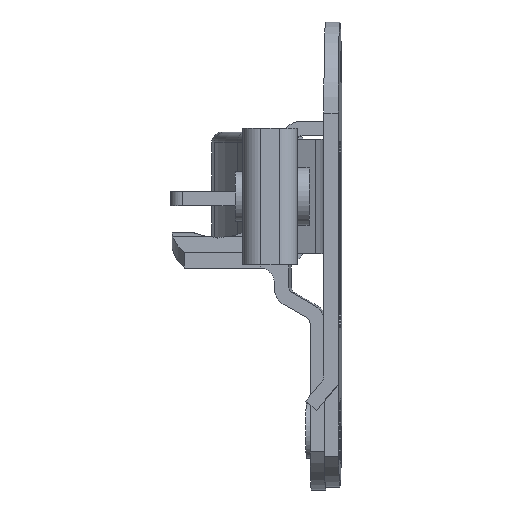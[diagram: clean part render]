
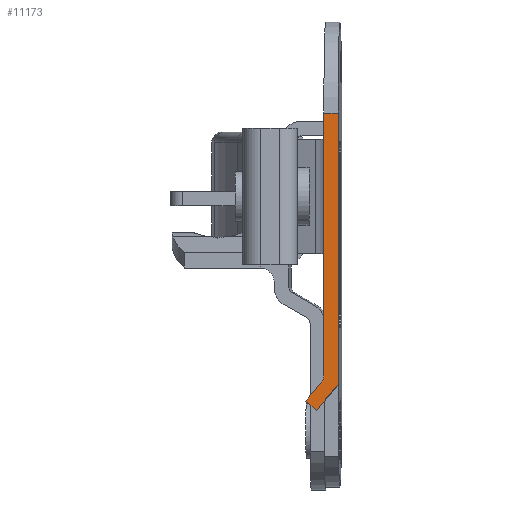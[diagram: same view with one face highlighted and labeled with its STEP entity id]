
A CAD part, front view. The second image highlights one B-rep face of the part: STEP entity #11173.
In plain terms, the highlighted face is planar.
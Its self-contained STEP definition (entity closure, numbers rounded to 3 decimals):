
#206 = ORIENTED_EDGE ( 'NONE', *, *, #12953, .T. ) ;
#305 = DIRECTION ( 'NONE',  ( 0.643, 0., 0.766 ) ) ;
#619 = AXIS2_PLACEMENT_3D ( 'NONE', #17059, #15551, #9719 ) ;
#913 = CARTESIAN_POINT ( 'NONE',  ( -41.013, -25.5, 9.142 ) ) ;
#1312 = ORIENTED_EDGE ( 'NONE', *, *, #11166, .F. ) ;
#1782 = VERTEX_POINT ( 'NONE', #8064 ) ;
#2203 = VERTEX_POINT ( 'NONE', #9078 ) ;
#2250 = CARTESIAN_POINT ( 'NONE',  ( -39.61, -25.5, 0. ) ) ;
#2515 = VECTOR ( 'NONE', #18519, 1000. ) ;
#2581 = CARTESIAN_POINT ( 'NONE',  ( -34.885, -25.5, 4. ) ) ;
#2806 = VERTEX_POINT ( 'NONE', #4709 ) ;
#3383 = LINE ( 'NONE', #13878, #15681 ) ;
#3524 = CARTESIAN_POINT ( 'NONE',  ( 39.61, -25.5, 4. ) ) ;
#3949 = LINE ( 'NONE', #3524, #2515 ) ;
#4136 = ORIENTED_EDGE ( 'NONE', *, *, #18290, .T. ) ;
#4709 = CARTESIAN_POINT ( 'NONE',  ( 39.61, -25.5, 0. ) ) ;
#4837 = ORIENTED_EDGE ( 'NONE', *, *, #5033, .T. ) ;
#4851 = DIRECTION ( 'NONE',  ( 0., 1., 0. ) ) ;
#5033 = EDGE_CURVE ( 'NONE', #1782, #2806, #15894, .T. ) ;
#5244 = DIRECTION ( 'NONE',  ( 1., 0., 0. ) ) ;
#5807 = VERTEX_POINT ( 'NONE', #7774 ) ;
#6302 = FACE_OUTER_BOUND ( 'NONE', #19540, .T. ) ;
#6308 = EDGE_CURVE ( 'NONE', #16395, #11204, #10955, .T. ) ;
#7338 = DIRECTION ( 'NONE',  ( 0.766, 0., -0.643 ) ) ;
#7774 = CARTESIAN_POINT ( 'NONE',  ( -43.585, -25.5, 6.078 ) ) ;
#7898 = VECTOR ( 'NONE', #5244, 1000. ) ;
#8064 = CARTESIAN_POINT ( 'NONE',  ( -36.341, -25.5, 0. ) ) ;
#8554 = AXIS2_PLACEMENT_3D ( 'NONE', #14155, #4851, #12653 ) ;
#8566 = VECTOR ( 'NONE', #8833, 1000. ) ;
#8628 = VECTOR ( 'NONE', #305, 1000. ) ;
#8833 = DIRECTION ( 'NONE',  ( 0.766, 0., -0.643 ) ) ;
#9078 = CARTESIAN_POINT ( 'NONE',  ( 39.61, -25.5, 4. ) ) ;
#9416 = CARTESIAN_POINT ( 'NONE',  ( -41.013, -25.5, 9.142 ) ) ;
#9459 = PLANE ( 'NONE',  #619 ) ;
#9580 = CARTESIAN_POINT ( 'NONE',  ( -39.61, -25.5, 4. ) ) ;
#9718 = EDGE_CURVE ( 'NONE', #2203, #2806, #3949, .T. ) ;
#9719 = DIRECTION ( 'NONE',  ( 0., 0., 1. ) ) ;
#9814 = LINE ( 'NONE', #9416, #8628 ) ;
#10955 = LINE ( 'NONE', #2581, #8566 ) ;
#11113 = CARTESIAN_POINT ( 'NONE',  ( -35.721, -25.5, 4.702 ) ) ;
#11166 = EDGE_CURVE ( 'NONE', #12041, #2203, #16423, .T. ) ;
#11173 = ADVANCED_FACE ( 'NONE', ( #6302 ), #9459, .F. ) ;
#11204 = VERTEX_POINT ( 'NONE', #11113 ) ;
#12041 = VERTEX_POINT ( 'NONE', #19124 ) ;
#12653 = DIRECTION ( 'NONE',  ( 0., 0., 1. ) ) ;
#12953 = EDGE_CURVE ( 'NONE', #5807, #1782, #3383, .T. ) ;
#13064 = EDGE_CURVE ( 'NONE', #5807, #16395, #9814, .T. ) ;
#13363 = ORIENTED_EDGE ( 'NONE', *, *, #13064, .F. ) ;
#13878 = CARTESIAN_POINT ( 'NONE',  ( -36.341, -25.5, 0. ) ) ;
#14155 = CARTESIAN_POINT ( 'NONE',  ( -33.793, -25.5, 7. ) ) ;
#14533 = CIRCLE ( 'NONE', #8554, 3. ) ;
#15037 = ORIENTED_EDGE ( 'NONE', *, *, #6308, .F. ) ;
#15551 = DIRECTION ( 'NONE',  ( 0., 1., 0. ) ) ;
#15681 = VECTOR ( 'NONE', #7338, 1000. ) ;
#15894 = LINE ( 'NONE', #2250, #7898 ) ;
#16395 = VERTEX_POINT ( 'NONE', #913 ) ;
#16423 = LINE ( 'NONE', #9580, #18337 ) ;
#16912 = ORIENTED_EDGE ( 'NONE', *, *, #9718, .F. ) ;
#17059 = CARTESIAN_POINT ( 'NONE',  ( -39.61, -25.5, 4. ) ) ;
#18290 = EDGE_CURVE ( 'NONE', #12041, #11204, #14533, .T. ) ;
#18337 = VECTOR ( 'NONE', #18717, 1000. ) ;
#18519 = DIRECTION ( 'NONE',  ( 0., 0., -1. ) ) ;
#18717 = DIRECTION ( 'NONE',  ( 1., 0., 0. ) ) ;
#19124 = CARTESIAN_POINT ( 'NONE',  ( -33.793, -25.5, 4. ) ) ;
#19540 = EDGE_LOOP ( 'NONE', ( #1312, #4136, #15037, #13363, #206, #4837, #16912 ) ) ;
